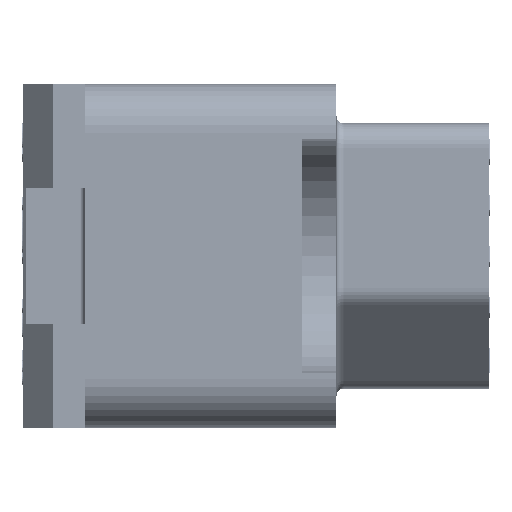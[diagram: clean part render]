
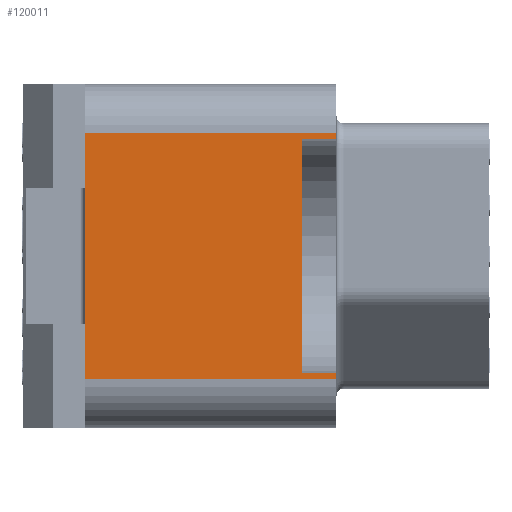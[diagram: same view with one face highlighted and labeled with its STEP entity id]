
A CAD part, left-side view. The second image highlights one B-rep face of the part: STEP entity #120011.
In plain terms, the highlighted planar face has unit normal (-1, 0, 0).
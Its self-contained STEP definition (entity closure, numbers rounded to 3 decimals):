
#2660=DIRECTION('',(0.,-1.,0.));
#2661=VECTOR('',#2660,10.25);
#2662=CARTESIAN_POINT('',(-40.,10.25,5.));
#2663=LINE('',#2662,#2661);
#2669=DIRECTION('',(0.,0.,1.));
#2670=VECTOR('',#2669,9.5);
#2671=CARTESIAN_POINT('',(-40.,1.4,-4.75));
#2672=LINE('',#2671,#2670);
#2673=DIRECTION('',(0.,1.,0.));
#2674=VECTOR('',#2673,1.4);
#2675=CARTESIAN_POINT('',(-40.,0.,-4.75));
#2676=LINE('',#2675,#2674);
#2677=DIRECTION('',(0.,0.,-1.));
#2678=VECTOR('',#2677,0.25);
#2679=CARTESIAN_POINT('',(-40.,0.,-4.75));
#2680=LINE('',#2679,#2678);
#2681=DIRECTION('',(0.,0.,-1.));
#2682=VECTOR('',#2681,0.25);
#2683=CARTESIAN_POINT('',(-40.,0.,5.));
#2684=LINE('',#2683,#2682);
#2685=DIRECTION('',(0.,1.,0.));
#2686=VECTOR('',#2685,1.4);
#2687=CARTESIAN_POINT('',(-40.,0.,4.75));
#2688=LINE('',#2687,#2686);
#2917=DIRECTION('',(0.,0.,-1.));
#2918=VECTOR('',#2917,10.);
#2919=CARTESIAN_POINT('',(-40.,10.25,5.));
#2920=LINE('',#2919,#2918);
#3020=DIRECTION('',(0.,1.,0.));
#3021=VECTOR('',#3020,10.25);
#3022=CARTESIAN_POINT('',(-40.,0.,-5.));
#3023=LINE('',#3022,#3021);
#98808=CARTESIAN_POINT('',(-40.,0.,5.));
#98809=VERTEX_POINT('',#98808);
#98810=CARTESIAN_POINT('',(-40.,10.25,5.));
#98811=VERTEX_POINT('',#98810);
#98816=CARTESIAN_POINT('',(-40.,10.25,-5.));
#98817=VERTEX_POINT('',#98816);
#98818=CARTESIAN_POINT('',(-40.,0.,-5.));
#98819=VERTEX_POINT('',#98818);
#98836=CARTESIAN_POINT('',(-40.,0.,-4.75));
#98838=VERTEX_POINT('',#98836);
#98842=CARTESIAN_POINT('',(-40.,0.,4.75));
#98843=VERTEX_POINT('',#98842);
#98844=CARTESIAN_POINT('',(-40.,1.4,-4.75));
#98845=CARTESIAN_POINT('',(-40.,1.4,4.75));
#98846=VERTEX_POINT('',#98844);
#98847=VERTEX_POINT('',#98845);
#119991=CARTESIAN_POINT('',(-40.,0.,7.));
#119992=DIRECTION('',(-1.,0.,0.));
#119993=DIRECTION('',(0.,1.,0.));
#119994=AXIS2_PLACEMENT_3D('',#119991,#119992,#119993);
#119995=PLANE('',#119994);
#119997=ORIENTED_EDGE('',*,*,#119996,.F.);
#119999=ORIENTED_EDGE('',*,*,#119998,.F.);
#120000=ORIENTED_EDGE('',*,*,#119273,.T.);
#120002=ORIENTED_EDGE('',*,*,#120001,.T.);
#120004=ORIENTED_EDGE('',*,*,#120003,.F.);
#120005=ORIENTED_EDGE('',*,*,#119984,.T.);
#120006=ORIENTED_EDGE('',*,*,#119281,.T.);
#120008=ORIENTED_EDGE('',*,*,#120007,.T.);
#120009=EDGE_LOOP('',(#119997,#119999,#120000,#120002,#120004,#120005,#120006,
#120008));
#120010=FACE_OUTER_BOUND('',#120009,.F.);
#120011=ADVANCED_FACE('',(#120010),#119995,.T.);
#119273=EDGE_CURVE('',#98838,#98819,#2680,.T.);
#119281=EDGE_CURVE('',#98809,#98843,#2684,.T.);
#119984=EDGE_CURVE('',#98811,#98809,#2663,.T.);
#119996=EDGE_CURVE('',#98846,#98847,#2672,.T.);
#119998=EDGE_CURVE('',#98838,#98846,#2676,.T.);
#120001=EDGE_CURVE('',#98819,#98817,#3023,.T.);
#120003=EDGE_CURVE('',#98811,#98817,#2920,.T.);
#120007=EDGE_CURVE('',#98843,#98847,#2688,.T.);
